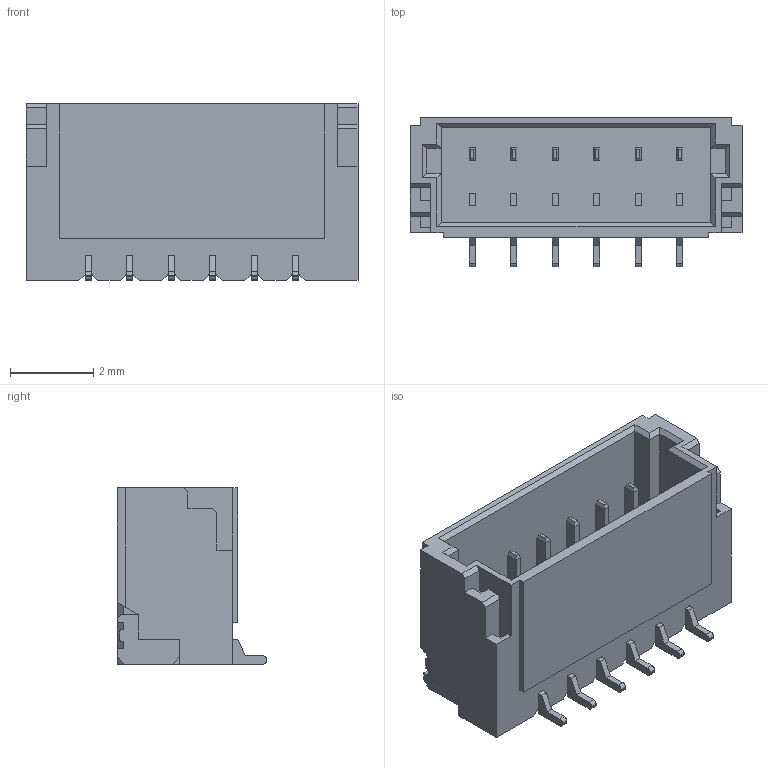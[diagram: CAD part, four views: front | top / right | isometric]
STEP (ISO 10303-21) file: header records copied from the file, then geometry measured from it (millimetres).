
FILE_DESCRIPTION(/* description */ ('','CAx-IF Rec.Pracs.---Representation and Presentation of Product Manufacturing Information (PMI)---4.0---2014-10-13'),/* implementation_level */ '2;1');
FILE_NAME(/* name */ 'BM06B-SRSS-TB.step',/* time_stamp */ '2025-02-24T21:41:40-05:00',/* author */ (''),/* organization */ (''),/* preprocessor_version */ 'ST-DEVELOPER v20',/* originating_system */ 'Autodesk Translation Framework v13.20.0.188',/* authorisation */ '');
FILE_SCHEMA (('AP242_MANAGED_MODEL_BASED_3D_ENGINEERING_MIM_LF { 1 0 10303 442 1 1 4 }'));
Length unit declared in the file: millimetre
Products named in the file (3): BM06B-SRSS-TB; BM06B-SRSS-TB_1; BMxxB-SRSS-TB(LF)(SN)_06
Assembly tree (2 placements, depth 3):
  BM06B-SRSS-TB
    BM06B-SRSS-TB_1
      BMxxB-SRSS-TB(LF)(SN)_06
Bounding box: 8 x 3.6 x 4.25 mm (x, y, z)
Volume: 46.3 mm3; surface area: 264.9 mm2
Topology: 21 solids, 22 shells, 402 faces, 994 edges, 650 vertices
Faces by surface type: plane 378, cylinder 24
Entity records: 11707 total; most frequent: CARTESIAN_POINT 2051, ORIENTED_EDGE 1988, DIRECTION 1856, EDGE_CURVE 994, LINE 946, VECTOR 946, VERTEX_POINT 650, AXIS2_PLACEMENT_3D 455
